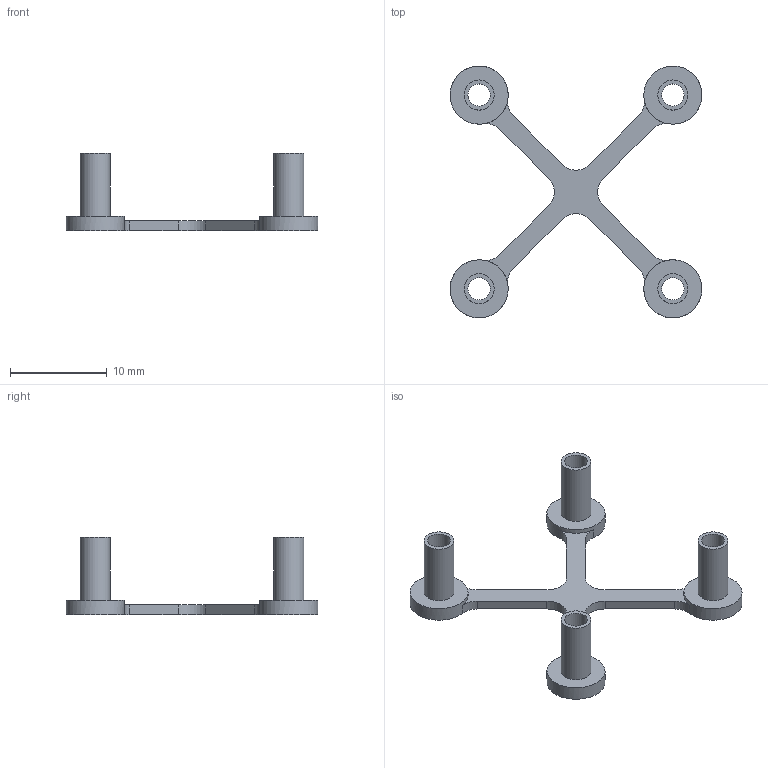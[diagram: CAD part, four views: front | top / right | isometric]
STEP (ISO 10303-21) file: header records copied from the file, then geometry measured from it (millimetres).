
FILE_DESCRIPTION(('STEP AP242'), '1');
FILE_NAME('rx_plate', '2022-02-02T04:59:35', ('ancher'), (''), 'C3D Converter', 'C3D Toolkit', '');
FILE_SCHEMA(('AP242_MANAGED_MODEL_BASED_3D_ENGINEERING_MIM_LF { 1 0 10303 442 1 1 4 }'));
Length unit declared in the file: millimetre
Assembly tree (1 placements, depth 2):
  (unnamed)
    (unnamed)
Bounding box: 26 x 26 x 7.95 mm (x, y, z)
Volume: 318.7 mm3; surface area: 1035.5 mm2
Topology: 1 solids, 1 shells, 42 faces, 148 edges, 141 vertices
Faces by surface type: cylinder 24, plane 18
Full cylindrical faces by diameter (mm): 2.3 x4, 3.1 x4, 6 x4
Entity records: 2093 total; most frequent: DIRECTION 296, CARTESIAN_POINT 261, ORIENTED_EDGE 184, AXIS2_PLACEMENT_3D 128, EDGE_CURVE 92, COLOUR_RGB 88, PRESENTATION_STYLE_ASSIGNMENT 88, STYLED_ITEM 88
